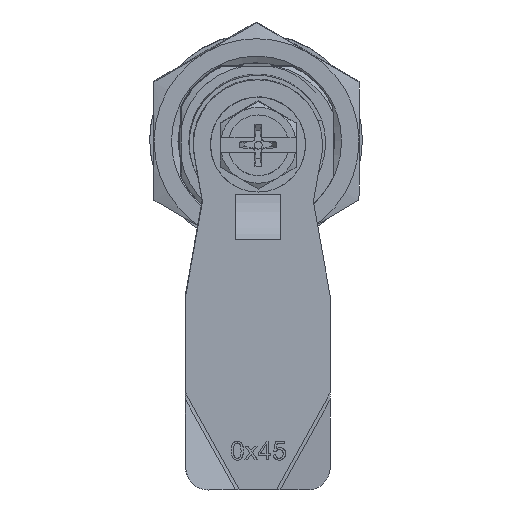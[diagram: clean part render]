
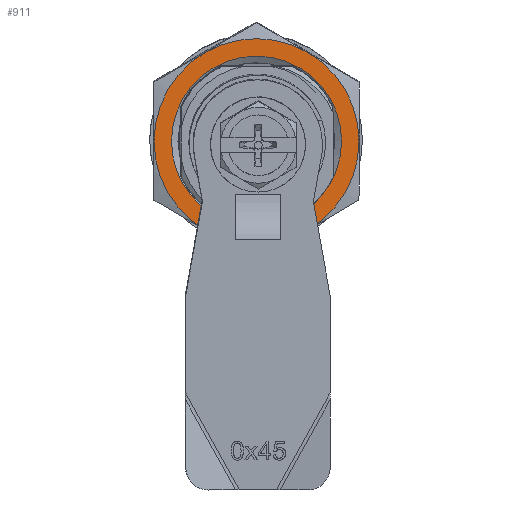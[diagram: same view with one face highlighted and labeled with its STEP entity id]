
A CAD part, top view. The second image highlights one B-rep face of the part: STEP entity #911.
In plain terms, the highlighted planar face has unit normal (0.011, -0.027, 1).
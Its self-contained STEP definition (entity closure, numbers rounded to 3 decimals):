
#911=ADVANCED_FACE('',(#1749,#1750),#1751,.T.);
#1749=FACE_OUTER_BOUND('',#3786,.T.);
#1750=FACE_BOUND('',#3787,.T.);
#1751=PLANE('',#3788);
#3786=EDGE_LOOP('',(#10019,#10020,#10021,#10022,#10023,#10024));
#3787=EDGE_LOOP('',(#10025));
#3788=AXIS2_PLACEMENT_3D('',#10026,#10027,#10028);
#10019=ORIENTED_EDGE('',*,*,#12227,.T.);
#10020=ORIENTED_EDGE('',*,*,#12231,.T.);
#10021=ORIENTED_EDGE('',*,*,#12232,.T.);
#10022=ORIENTED_EDGE('',*,*,#12229,.T.);
#10023=ORIENTED_EDGE('',*,*,#12225,.T.);
#10024=ORIENTED_EDGE('',*,*,#12211,.T.);
#10025=ORIENTED_EDGE('',*,*,#12233,.T.);
#10026=CARTESIAN_POINT('',(63.954,83.928,-38.105));
#10027=DIRECTION('',(0.011,-0.027,1.));
#10028=DIRECTION('',(-0.925,-0.379,0.));
#12211=EDGE_CURVE('',#14192,#14193,#14194,.T.);
#12225=EDGE_CURVE('',#14181,#14192,#14217,.T.);
#12227=EDGE_CURVE('',#14193,#14218,#14220,.T.);
#12229=EDGE_CURVE('',#14222,#14181,#14223,.T.);
#12231=EDGE_CURVE('',#14218,#14225,#14226,.T.);
#12232=EDGE_CURVE('',#14225,#14222,#14227,.T.);
#12233=EDGE_CURVE('',#14228,#14228,#14229,.T.);
#14181=VERTEX_POINT('',#19011);
#14192=VERTEX_POINT('',#19066);
#14193=VERTEX_POINT('',#19067);
#14194=CIRCLE('',#19068,13.5);
#14217=CIRCLE('',#19198,13.5);
#14218=VERTEX_POINT('',#19199);
#14220=CIRCLE('',#19211,13.5);
#14222=VERTEX_POINT('',#19213);
#14223=CIRCLE('',#19214,13.5);
#14225=VERTEX_POINT('',#19227);
#14226=CIRCLE('',#19228,13.5);
#14227=CIRCLE('',#19229,13.5);
#14228=VERTEX_POINT('',#19230);
#14229=CIRCLE('',#19231,11.2);
#19011=CARTESIAN_POINT('',(50.455,83.926,-37.957));
#19066=CARTESIAN_POINT('',(57.203,72.24,-38.343));
#19067=CARTESIAN_POINT('',(70.702,72.242,-38.491));
#19068=AXIS2_PLACEMENT_3D('',#24163,#24164,#24165);
#19198=AXIS2_PLACEMENT_3D('',#24171,#24172,#24173);
#19199=CARTESIAN_POINT('',(77.453,83.93,-38.253));
#19211=AXIS2_PLACEMENT_3D('',#24174,#24175,#24176);
#19213=CARTESIAN_POINT('',(57.206,95.615,-37.718));
#19214=AXIS2_PLACEMENT_3D('',#24180,#24181,#24182);
#19227=CARTESIAN_POINT('',(70.705,95.617,-37.866));
#19228=AXIS2_PLACEMENT_3D('',#24183,#24184,#24185);
#19229=AXIS2_PLACEMENT_3D('',#24186,#24187,#24188);
#19230=CARTESIAN_POINT('',(75.153,83.93,-38.228));
#19231=AXIS2_PLACEMENT_3D('',#24189,#24190,#24191);
#24163=CARTESIAN_POINT('',(63.954,83.928,-38.105));
#24164=DIRECTION('',(0.011,-0.027,1.));
#24165=DIRECTION('',(1.,0.,-0.011));
#24171=CARTESIAN_POINT('',(63.954,83.928,-38.105));
#24172=DIRECTION('',(0.011,-0.027,1.));
#24173=DIRECTION('',(1.,0.,-0.011));
#24174=CARTESIAN_POINT('',(63.954,83.928,-38.105));
#24175=DIRECTION('',(0.011,-0.027,1.));
#24176=DIRECTION('',(1.,0.,-0.011));
#24180=CARTESIAN_POINT('',(63.954,83.928,-38.105));
#24181=DIRECTION('',(0.011,-0.027,1.));
#24182=DIRECTION('',(1.,0.,-0.011));
#24183=CARTESIAN_POINT('',(63.954,83.928,-38.105));
#24184=DIRECTION('',(0.011,-0.027,1.));
#24185=DIRECTION('',(1.,0.,-0.011));
#24186=CARTESIAN_POINT('',(63.954,83.928,-38.105));
#24187=DIRECTION('',(0.011,-0.027,1.));
#24188=DIRECTION('',(1.,0.,-0.011));
#24189=CARTESIAN_POINT('',(63.954,83.928,-38.105));
#24190=DIRECTION('',(-0.011,0.027,-1.));
#24191=DIRECTION('',(1.,0.,-0.011));
